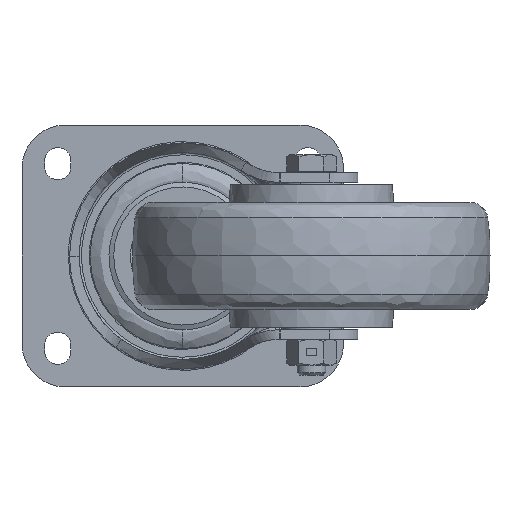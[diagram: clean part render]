
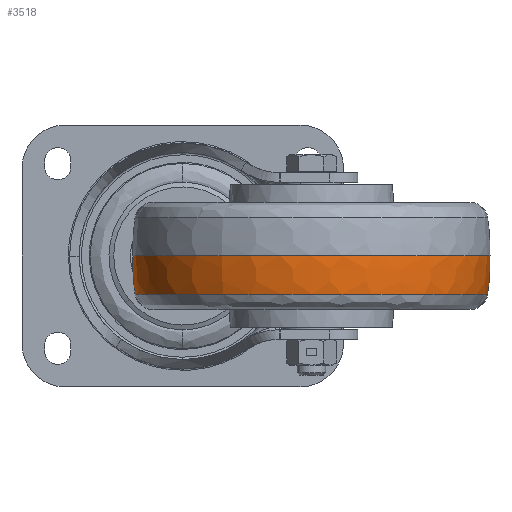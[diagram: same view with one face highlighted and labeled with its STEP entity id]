
A CAD part, front view. The second image highlights one B-rep face of the part: STEP entity #3518.
In plain terms, the highlighted toroidal (fillet/blend) face has major radius 24.98 mm and minor radius 100 mm.
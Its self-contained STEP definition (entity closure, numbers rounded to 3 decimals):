
#1872 = DIRECTION ( 'NONE',  ( 0., 0., 1. ) ) ;
#2178 = VERTEX_POINT ( 'NONE', #36674 ) ;
#2300 = ORIENTED_EDGE ( 'NONE', *, *, #36114, .F. ) ;
#2513 = CARTESIAN_POINT ( 'NONE',  ( -20.038, -120., -16.007 ) ) ;
#3518 = ADVANCED_FACE ( 'NONE', ( #36606 ), #19323, .T. ) ;
#5140 = DIRECTION ( 'NONE',  ( 1., 0., 0. ) ) ;
#5146 = DIRECTION ( 'NONE',  ( 0., 0., 1. ) ) ;
#5231 = CARTESIAN_POINT ( 'NONE',  ( 54., -120., -16.007 ) ) ;
#8847 = CARTESIAN_POINT ( 'NONE',  ( 29.02, -120., -2.024 ) ) ;
#11790 = DIRECTION ( 'NONE',  ( 0., 0., -1. ) ) ;
#12387 = CARTESIAN_POINT ( 'NONE',  ( 128.038, -120., -16.007 ) ) ;
#13748 = AXIS2_PLACEMENT_3D ( 'NONE', #5231, #5146, #5140 ) ;
#14627 = AXIS2_PLACEMENT_3D ( 'NONE', #30133, #29353, #29313 ) ;
#15481 = AXIS2_PLACEMENT_3D ( 'NONE', #8847, #28658, #11790 ) ;
#15496 = VERTEX_POINT ( 'NONE', #15821 ) ;
#15821 = CARTESIAN_POINT ( 'NONE',  ( 129., -120., 0. ) ) ;
#17178 = DIRECTION ( 'NONE',  ( 0., 1., 0. ) ) ;
#18102 = VERTEX_POINT ( 'NONE', #12387 ) ;
#18506 = EDGE_CURVE ( 'NONE', #20773, #18102, #24726, .T. ) ;
#19211 = CARTESIAN_POINT ( 'NONE',  ( 54., -120., 0. ) ) ;
#19323 = TOROIDAL_SURFACE ( 'NONE', #14627, -24.98, 100. ) ;
#19328 = ORIENTED_EDGE ( 'NONE', *, *, #28895, .F. ) ;
#20337 = CIRCLE ( 'NONE', #27381, 100. ) ;
#20773 = VERTEX_POINT ( 'NONE', #2513 ) ;
#22048 = DIRECTION ( 'NONE',  ( 1., 0., 0. ) ) ;
#24726 = CIRCLE ( 'NONE', #13748, 74.038 ) ;
#25345 = EDGE_LOOP ( 'NONE', ( #19328, #30627, #30774, #2300 ) ) ;
#25531 = CIRCLE ( 'NONE', #15481, 100. ) ;
#27381 = AXIS2_PLACEMENT_3D ( 'NONE', #33773, #17178, #36540 ) ;
#27567 = CIRCLE ( 'NONE', #35746, 75. ) ;
#28658 = DIRECTION ( 'NONE',  ( 0., -1., 0. ) ) ;
#28895 = EDGE_CURVE ( 'NONE', #20773, #2178, #20337, .T. ) ;
#28997 = EDGE_CURVE ( 'NONE', #18102, #15496, #25531, .T. ) ;
#29313 = DIRECTION ( 'NONE',  ( 1., 0., 0. ) ) ;
#29353 = DIRECTION ( 'NONE',  ( 0., 0., 1. ) ) ;
#30133 = CARTESIAN_POINT ( 'NONE',  ( 54., -120., -2.024 ) ) ;
#30627 = ORIENTED_EDGE ( 'NONE', *, *, #18506, .T. ) ;
#30774 = ORIENTED_EDGE ( 'NONE', *, *, #28997, .T. ) ;
#33773 = CARTESIAN_POINT ( 'NONE',  ( 78.98, -120., -2.024 ) ) ;
#35746 = AXIS2_PLACEMENT_3D ( 'NONE', #19211, #1872, #22048 ) ;
#36114 = EDGE_CURVE ( 'NONE', #2178, #15496, #27567, .T. ) ;
#36540 = DIRECTION ( 'NONE',  ( -1., 0., 0. ) ) ;
#36606 = FACE_OUTER_BOUND ( 'NONE', #25345, .T. ) ;
#36674 = CARTESIAN_POINT ( 'NONE',  ( -21., -120., 0. ) ) ;
